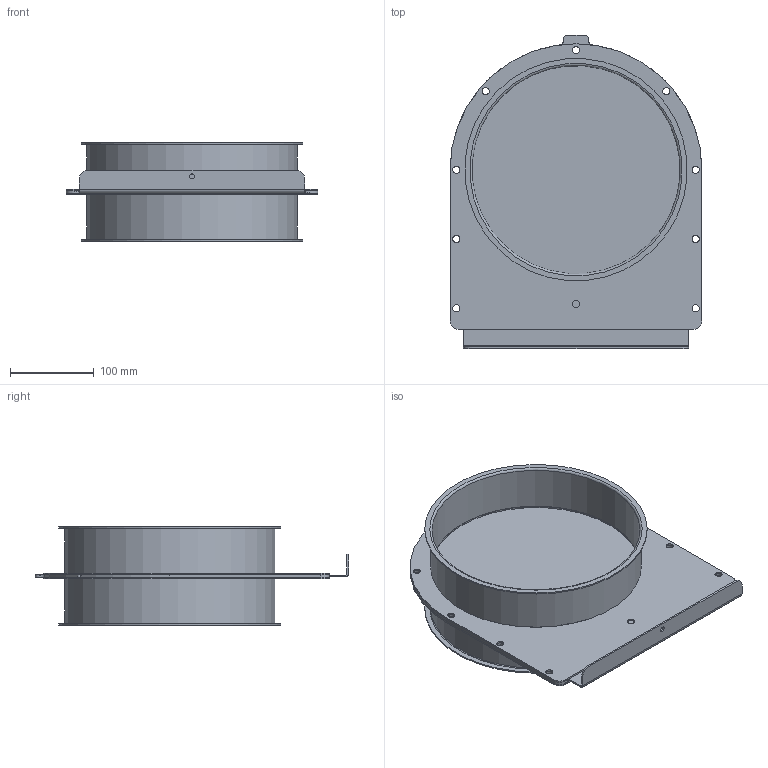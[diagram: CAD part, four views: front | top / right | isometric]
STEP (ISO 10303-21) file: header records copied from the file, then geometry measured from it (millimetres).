
FILE_DESCRIPTION(/* description */ (''),/* implementation_level */ '2;1');
FILE_NAME(/* name */ '4010017015675 - Absperrschieber d250-2mm als Flachschieber-Zusammenbau.stp',/* time_stamp */ '2015-05-28T15:01:31+02:00',/* author */ ('dpurucker'),/* organization */ (''),/* preprocessor_version */ 'ST-DEVELOPER v15.6',/* originating_system */ 'Autodesk Inventor 2015',/* authorisation */ '');
FILE_SCHEMA (('AUTOMOTIVE_DESIGN { 1 0 10303 214 3 1 1 }'));
Length unit declared in the file: millimetre
Products named in the file (8): Gehäuseplatte; Schieberstutzen; Gehäuseteil ohne Mutter; Gehäuseteil mit Mutter; Schieber; Führung - Seite; Führung - Mitte; Absperrschieber d250-2mm als Flachschieber-Zusammenbau
Bounding box: 300 x 373 x 117 mm (x, y, z)
Volume: 536220.5 mm3; surface area: 594188.8 mm2
Topology: 8 solids, 8 shells, 118 faces, 297 edges, 197 vertices
Faces by surface type: cylinder 72, plane 42, torus 4
Full cylindrical faces by diameter (mm): 6 x1, 8.5 x27, 9 x2, 248 x2, 249 x2, 251 x2, 265 x2
Entity records: 2446 total; most frequent: DIRECTION 444, CARTESIAN_POINT 386, ORIENTED_EDGE 336, AXIS2_PLACEMENT_3D 184, EDGE_CURVE 168, EDGE_LOOP 134, VERTEX_POINT 126, CIRCLE 92
